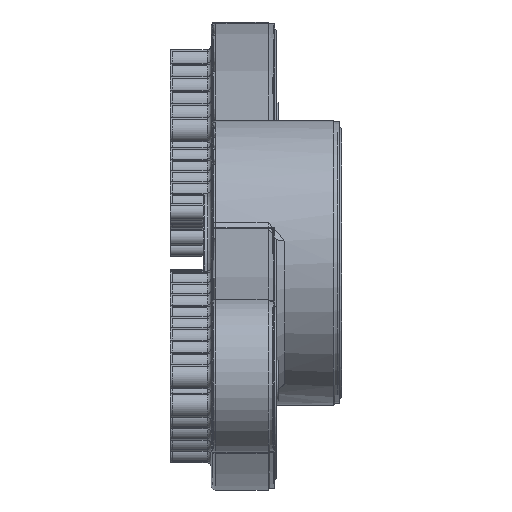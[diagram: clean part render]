
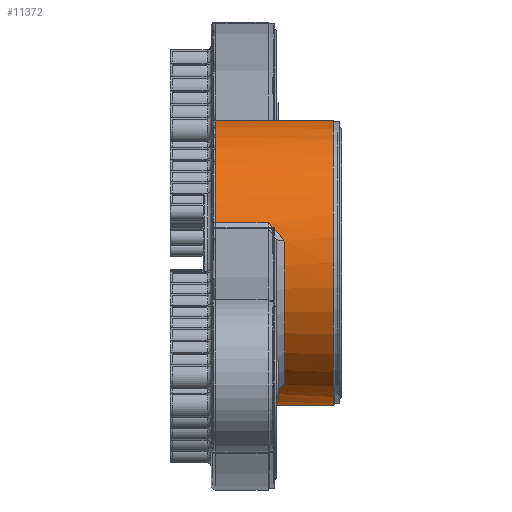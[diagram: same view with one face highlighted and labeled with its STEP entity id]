
A CAD part, left-side view. The second image highlights one B-rep face of the part: STEP entity #11372.
In plain terms, the highlighted cylindrical face has radius 175 mm (diameter 350 mm), a partial arc.
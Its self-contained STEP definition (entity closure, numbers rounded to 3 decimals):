
#480 = ORIENTED_EDGE ( 'NONE', *, *, #13543, .T. ) ;
#496 = VERTEX_POINT ( 'NONE', #20265 ) ;
#1433 = VERTEX_POINT ( 'NONE', #6986 ) ;
#1711 = LINE ( 'NONE', #22446, #8678 ) ;
#2509 = DIRECTION ( 'NONE',  ( 0., -1., 0. ) ) ;
#3082 = VECTOR ( 'NONE', #9513, 1000. ) ;
#3096 = CARTESIAN_POINT ( 'NONE',  ( 0., 75., 175. ) ) ;
#3475 = VERTEX_POINT ( 'NONE', #24241 ) ;
#3552 = EDGE_CURVE ( 'NONE', #3475, #11149, #20459, .T. ) ;
#4070 = EDGE_CURVE ( 'NONE', #11495, #1433, #26083, .T. ) ;
#4461 = FACE_OUTER_BOUND ( 'NONE', #7599, .T. ) ;
#4872 = CARTESIAN_POINT ( 'NONE',  ( -77.551, 3.648, -156.892 ) ) ;
#5038 = CARTESIAN_POINT ( 'NONE',  ( -91.649, -10., -149.082 ) ) ;
#5173 = LINE ( 'NONE', #18049, #3082 ) ;
#5535 = CARTESIAN_POINT ( 'NONE',  ( -172.376, -6.527, 30.417 ) ) ;
#5806 = CARTESIAN_POINT ( 'NONE',  ( -168.552, 8.449, 47.108 ) ) ;
#5875 = ORIENTED_EDGE ( 'NONE', *, *, #3552, .T. ) ;
#5985 = CARTESIAN_POINT ( 'NONE',  ( -167.992, 10., 49.026 ) ) ;
#6349 = CARTESIAN_POINT ( 'NONE',  ( 0., 80., -175. ) ) ;
#6791 = LINE ( 'NONE', #8809, #24342 ) ;
#6907 = DIRECTION ( 'NONE',  ( 0., -1., 0. ) ) ;
#6986 = CARTESIAN_POINT ( 'NONE',  ( -167.992, 75., 49.026 ) ) ;
#7049 = CARTESIAN_POINT ( 'NONE',  ( -73.796, 6.892, -158.693 ) ) ;
#7250 = DIRECTION ( 'NONE',  ( 0., 0., -1. ) ) ;
#7599 = EDGE_LOOP ( 'NONE', ( #18118, #23612, #18412, #8852, #9803, #17814, #8289, #480, #5875, #8661 ) ) ;
#7651 = VECTOR ( 'NONE', #10561, 1000. ) ;
#7746 = B_SPLINE_CURVE_WITH_KNOTS ( 'NONE', 3,
 ( #9077, #13302, #23305, #23835, #4872, #7049, #13026, #17222 ),
 .UNSPECIFIED., .F., .F.,
 ( 4, 2, 2, 4 ),
 ( 0., 0.016, 0.024, 0.032 ),
 .UNSPECIFIED. ) ;
#7960 = CARTESIAN_POINT ( 'NONE',  ( -172.938, -10., 26.784 ) ) ;
#8150 = AXIS2_PLACEMENT_3D ( 'NONE', #13366, #17556, #7250 ) ;
#8198 = EDGE_CURVE ( 'NONE', #11149, #10875, #19396, .T. ) ;
#8289 = ORIENTED_EDGE ( 'NONE', *, *, #21462, .T. ) ;
#8661 = ORIENTED_EDGE ( 'NONE', *, *, #8198, .T. ) ;
#8678 = VECTOR ( 'NONE', #24205, 1000. ) ;
#8773 = VERTEX_POINT ( 'NONE', #22101 ) ;
#8809 = CARTESIAN_POINT ( 'NONE',  ( -167.992, 80., 49.026 ) ) ;
#8852 = ORIENTED_EDGE ( 'NONE', *, *, #24997, .T. ) ;
#9077 = CARTESIAN_POINT ( 'NONE',  ( -91.649, -10., -149.082 ) ) ;
#9254 = CARTESIAN_POINT ( 'NONE',  ( 0., -70., -175. ) ) ;
#9513 = DIRECTION ( 'NONE',  ( 0., 1., 0. ) ) ;
#9803 = ORIENTED_EDGE ( 'NONE', *, *, #22231, .T. ) ;
#9808 = AXIS2_PLACEMENT_3D ( 'NONE', #23028, #6907, #21261 ) ;
#10009 = CARTESIAN_POINT ( 'NONE',  ( -170.025, 3.587, 41.474 ) ) ;
#10221 = DIRECTION ( 'NONE',  ( 0., -1., 0. ) ) ;
#10561 = DIRECTION ( 'NONE',  ( 0., -1., 0. ) ) ;
#10875 = VERTEX_POINT ( 'NONE', #26612 ) ;
#11149 = VERTEX_POINT ( 'NONE', #9254 ) ;
#11191 = CARTESIAN_POINT ( 'NONE',  ( 0., 75., 0. ) ) ;
#11372 = ADVANCED_FACE ( 'NONE', ( #4461 ), #20995, .T. ) ;
#11495 = VERTEX_POINT ( 'NONE', #3096 ) ;
#12228 = B_SPLINE_CURVE_WITH_KNOTS ( 'NONE', 3,
 ( #22051, #5806, #26518, #10009, #15847, #18272, #5535, #7960 ),
 .UNSPECIFIED., .F., .F.,
 ( 4, 2, 2, 4 ),
 ( 0., 0.008, 0.015, 0.03 ),
 .UNSPECIFIED. ) ;
#12496 = DIRECTION ( 'NONE',  ( 0., -1., 0. ) ) ;
#12669 = VERTEX_POINT ( 'NONE', #5985 ) ;
#12880 = CARTESIAN_POINT ( 'NONE',  ( 0., 80., 0. ) ) ;
#13026 = CARTESIAN_POINT ( 'NONE',  ( -71.88, 8.481, -159.571 ) ) ;
#13302 = CARTESIAN_POINT ( 'NONE',  ( -88.284, -6.494, -151.151 ) ) ;
#13366 = CARTESIAN_POINT ( 'NONE',  ( 0., -70., 0. ) ) ;
#13543 = EDGE_CURVE ( 'NONE', #17343, #3475, #14132, .T. ) ;
#13891 = AXIS2_PLACEMENT_3D ( 'NONE', #20640, #10221, #24560 ) ;
#14132 = CIRCLE ( 'NONE', #9808, 175. ) ;
#15756 = EDGE_CURVE ( 'NONE', #1433, #12669, #6791, .T. ) ;
#15847 = CARTESIAN_POINT ( 'NONE',  ( -170.467, 1.929, 39.617 ) ) ;
#16514 = AXIS2_PLACEMENT_3D ( 'NONE', #12880, #16800, #23017 ) ;
#16800 = DIRECTION ( 'NONE',  ( 0., -1., 0. ) ) ;
#17222 = CARTESIAN_POINT ( 'NONE',  ( -69.899, 10., -160.434 ) ) ;
#17343 = VERTEX_POINT ( 'NONE', #21247 ) ;
#17556 = DIRECTION ( 'NONE',  ( 0., 1., 0. ) ) ;
#17814 = ORIENTED_EDGE ( 'NONE', *, *, #23527, .T. ) ;
#18049 = CARTESIAN_POINT ( 'NONE',  ( -69.899, 80., -160.434 ) ) ;
#18118 = ORIENTED_EDGE ( 'NONE', *, *, #22625, .F. ) ;
#18272 = CARTESIAN_POINT ( 'NONE',  ( -171.693, -3.102, 34.072 ) ) ;
#18412 = ORIENTED_EDGE ( 'NONE', *, *, #15756, .T. ) ;
#19396 = CIRCLE ( 'NONE', #8150, 175. ) ;
#20265 = CARTESIAN_POINT ( 'NONE',  ( -172.938, -10., 26.784 ) ) ;
#20459 = LINE ( 'NONE', #6349, #7651 ) ;
#20640 = CARTESIAN_POINT ( 'NONE',  ( 0., -10., 0. ) ) ;
#20995 = CYLINDRICAL_SURFACE ( 'NONE', #16514, 175. ) ;
#21247 = CARTESIAN_POINT ( 'NONE',  ( -69.899, 75., -160.434 ) ) ;
#21261 = DIRECTION ( 'NONE',  ( 0., 0., 1. ) ) ;
#21462 = EDGE_CURVE ( 'NONE', #8773, #17343, #5173, .T. ) ;
#22051 = CARTESIAN_POINT ( 'NONE',  ( -167.992, 10., 49.026 ) ) ;
#22101 = CARTESIAN_POINT ( 'NONE',  ( -69.899, 10., -160.434 ) ) ;
#22231 = EDGE_CURVE ( 'NONE', #496, #22338, #25975, .T. ) ;
#22338 = VERTEX_POINT ( 'NONE', #5038 ) ;
#22446 = CARTESIAN_POINT ( 'NONE',  ( 0., 80., 175. ) ) ;
#22619 = AXIS2_PLACEMENT_3D ( 'NONE', #11191, #2509, #25663 ) ;
#22625 = EDGE_CURVE ( 'NONE', #11495, #10875, #1711, .T. ) ;
#23017 = DIRECTION ( 'NONE',  ( 0., 0., -1. ) ) ;
#23028 = CARTESIAN_POINT ( 'NONE',  ( 0., 75., 0. ) ) ;
#23305 = CARTESIAN_POINT ( 'NONE',  ( -84.804, -3.047, -153.133 ) ) ;
#23527 = EDGE_CURVE ( 'NONE', #22338, #8773, #7746, .T. ) ;
#23612 = ORIENTED_EDGE ( 'NONE', *, *, #4070, .T. ) ;
#23835 = CARTESIAN_POINT ( 'NONE',  ( -79.389, 1.991, -155.97 ) ) ;
#24205 = DIRECTION ( 'NONE',  ( 0., -1., 0. ) ) ;
#24241 = CARTESIAN_POINT ( 'NONE',  ( 0., 75., -175. ) ) ;
#24342 = VECTOR ( 'NONE', #12496, 1000. ) ;
#24560 = DIRECTION ( 'NONE',  ( 0., 0., 1. ) ) ;
#24997 = EDGE_CURVE ( 'NONE', #12669, #496, #12228, .T. ) ;
#25663 = DIRECTION ( 'NONE',  ( 0., 0., 1. ) ) ;
#25975 = CIRCLE ( 'NONE', #13891, 175. ) ;
#26083 = CIRCLE ( 'NONE', #22619, 175. ) ;
#26518 = CARTESIAN_POINT ( 'NONE',  ( -169.067, 6.847, 45.221 ) ) ;
#26612 = CARTESIAN_POINT ( 'NONE',  ( 0., -70., 175. ) ) ;
